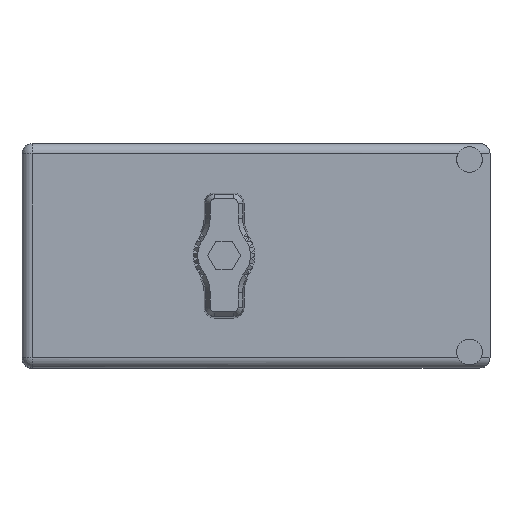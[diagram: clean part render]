
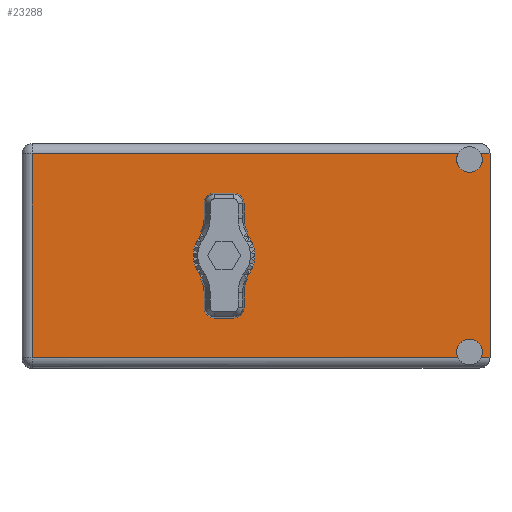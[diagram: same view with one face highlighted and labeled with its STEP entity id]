
A CAD part, top view. The second image highlights one B-rep face of the part: STEP entity #23288.
In plain terms, the highlighted face is planar.
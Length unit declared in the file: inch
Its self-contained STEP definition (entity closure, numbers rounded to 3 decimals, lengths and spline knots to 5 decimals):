
#276 = ORIENTED_EDGE ( 'NONE', *, *, #6877, .F. ) ;
#1826 = ORIENTED_EDGE ( 'NONE', *, *, #106008, .F. ) ;
#1840 = DIRECTION ( 'NONE',  ( 0., 1., 0. ) ) ;
#2018 = DIRECTION ( 'NONE',  ( 0., 0., 1. ) ) ;
#6877 = EDGE_CURVE ( 'NONE', #62714, #70470, #16662, .T. ) ;
#7993 = CIRCLE ( 'NONE', #59813, 0.0875 ) ;
#8107 = DIRECTION ( 'NONE',  ( 0., 1., 0. ) ) ;
#10298 = DIRECTION ( 'NONE',  ( -1., 0., 0. ) ) ;
#11052 = DIRECTION ( 'NONE',  ( 0., 1., 0. ) ) ;
#12085 = ORIENTED_EDGE ( 'NONE', *, *, #37317, .T. ) ;
#16253 = DIRECTION ( 'NONE',  ( 1., 0., 0. ) ) ;
#16662 = LINE ( 'NONE', #85708, #24602 ) ;
#17136 = CARTESIAN_POINT ( 'NONE',  ( 1.6725, 1.93, -0.656 ) ) ;
#17174 = ORIENTED_EDGE ( 'NONE', *, *, #66548, .F. ) ;
#17649 = DIRECTION ( 'NONE',  ( 0., 1., 0. ) ) ;
#18275 = DIRECTION ( 'NONE',  ( 0., 1., 0. ) ) ;
#18328 = CARTESIAN_POINT ( 'NONE',  ( 0., 1.93, 0. ) ) ;
#18416 = ORIENTED_EDGE ( 'NONE', *, *, #88745, .F. ) ;
#19957 = VERTEX_POINT ( 'NONE', #69603 ) ;
#20810 = EDGE_LOOP ( 'NONE', ( #85282, #79013, #17174, #51086, #276, #12085, #18416, #1826, #52275, #33167 ) ) ;
#23103 = CARTESIAN_POINT ( 'NONE',  ( 0., 1.93, -0.17 ) ) ;
#23288 = ADVANCED_FACE ( 'NONE', ( #46344, #24000 ), #94229, .T. ) ;
#24000 = FACE_OUTER_BOUND ( 'NONE', #20810, .T. ) ;
#24311 = CIRCLE ( 'NONE', #57066, 0.0875 ) ;
#24602 = VECTOR ( 'NONE', #86086, 39.37008 ) ;
#26639 = CARTESIAN_POINT ( 'NONE',  ( 1.6725, 1.93, 0.656 ) ) ;
#29143 = CARTESIAN_POINT ( 'NONE',  ( 0., 1.93, 0. ) ) ;
#30280 = CIRCLE ( 'NONE', #88828, 0.17 ) ;
#31617 = VERTEX_POINT ( 'NONE', #61777 ) ;
#33167 = ORIENTED_EDGE ( 'NONE', *, *, #41521, .T. ) ;
#33415 = VECTOR ( 'NONE', #44551, 39.37008 ) ;
#34488 = DIRECTION ( 'NONE',  ( 0., 0., 1. ) ) ;
#35025 = CARTESIAN_POINT ( 'NONE',  ( 1.8125, 1.93, 0.695 ) ) ;
#35043 = AXIS2_PLACEMENT_3D ( 'NONE', #108996, #8107, #75954 ) ;
#37317 = EDGE_CURVE ( 'NONE', #62714, #62303, #89243, .T. ) ;
#38071 = VERTEX_POINT ( 'NONE', #23103 ) ;
#41521 = EDGE_CURVE ( 'NONE', #52340, #90613, #49112, .T. ) ;
#41879 = DIRECTION ( 'NONE',  ( -1., 0., 0. ) ) ;
#42996 = LINE ( 'NONE', #98543, #106245 ) ;
#44551 = DIRECTION ( 'NONE',  ( 0., 0., 1. ) ) ;
#45211 = VECTOR ( 'NONE', #41879, 39.37008 ) ;
#45809 = CARTESIAN_POINT ( 'NONE',  ( 1.8125, 1.93, -0.695 ) ) ;
#46344 = FACE_BOUND ( 'NONE', #55457, .T. ) ;
#46375 = CIRCLE ( 'NONE', #54540, 0.17 ) ;
#46570 = VERTEX_POINT ( 'NONE', #68181 ) ;
#49112 = LINE ( 'NONE', #61228, #33415 ) ;
#51086 = ORIENTED_EDGE ( 'NONE', *, *, #96764, .T. ) ;
#52243 = VERTEX_POINT ( 'NONE', #109006 ) ;
#52275 = ORIENTED_EDGE ( 'NONE', *, *, #58076, .T. ) ;
#52340 = VERTEX_POINT ( 'NONE', #60482 ) ;
#53401 = CARTESIAN_POINT ( 'NONE',  ( -1.3075, 1.93, 0.695 ) ) ;
#54072 = CIRCLE ( 'NONE', #35043, 0.0875 ) ;
#54540 = AXIS2_PLACEMENT_3D ( 'NONE', #18328, #103378, #101925 ) ;
#55457 = EDGE_LOOP ( 'NONE', ( #62612, #57795 ) ) ;
#56113 = CARTESIAN_POINT ( 'NONE',  ( 1.8125, 1.93, 0.695 ) ) ;
#56824 = EDGE_CURVE ( 'NONE', #46570, #62886, #24311, .T. ) ;
#57066 = AXIS2_PLACEMENT_3D ( 'NONE', #26639, #1840, #69380 ) ;
#57612 = VECTOR ( 'NONE', #10298, 39.37008 ) ;
#57795 = ORIENTED_EDGE ( 'NONE', *, *, #58745, .F. ) ;
#58076 = EDGE_CURVE ( 'NONE', #31617, #52340, #70355, .T. ) ;
#58745 = EDGE_CURVE ( 'NONE', #38071, #19957, #46375, .T. ) ;
#59556 = CARTESIAN_POINT ( 'NONE',  ( -1.3775, 1.93, -0.695 ) ) ;
#59813 = AXIS2_PLACEMENT_3D ( 'NONE', #17136, #101440, #34488 ) ;
#60482 = CARTESIAN_POINT ( 'NONE',  ( -1.3075, 1.93, -0.695 ) ) ;
#61228 = CARTESIAN_POINT ( 'NONE',  ( -1.3075, 1.93, -0.765 ) ) ;
#61777 = CARTESIAN_POINT ( 'NONE',  ( 1.59417, 1.93, -0.695 ) ) ;
#62303 = VERTEX_POINT ( 'NONE', #79299 ) ;
#62612 = ORIENTED_EDGE ( 'NONE', *, *, #106666, .F. ) ;
#62714 = VERTEX_POINT ( 'NONE', #45809 ) ;
#62886 = VERTEX_POINT ( 'NONE', #105661 ) ;
#66548 = EDGE_CURVE ( 'NONE', #52243, #46570, #96714, .T. ) ;
#68181 = CARTESIAN_POINT ( 'NONE',  ( 1.6725, 1.93, 0.5685 ) ) ;
#69380 = DIRECTION ( 'NONE',  ( 0., 0., 1. ) ) ;
#69603 = CARTESIAN_POINT ( 'NONE',  ( 0., 1.93, 0.17 ) ) ;
#70355 = LINE ( 'NONE', #59556, #45211 ) ;
#70470 = VERTEX_POINT ( 'NONE', #35025 ) ;
#75489 = AXIS2_PLACEMENT_3D ( 'NONE', #78711, #18275, #2018 ) ;
#75574 = AXIS2_PLACEMENT_3D ( 'NONE', #77006, #17649, #94599 ) ;
#75954 = DIRECTION ( 'NONE',  ( 0., 0., 1. ) ) ;
#77006 = CARTESIAN_POINT ( 'NONE',  ( -1.3775, 1.93, -0.765 ) ) ;
#78711 = CARTESIAN_POINT ( 'NONE',  ( 1.6725, 1.93, 0.656 ) ) ;
#79013 = ORIENTED_EDGE ( 'NONE', *, *, #56824, .F. ) ;
#79299 = CARTESIAN_POINT ( 'NONE',  ( 1.75083, 1.93, -0.695 ) ) ;
#80503 = VERTEX_POINT ( 'NONE', #80674 ) ;
#80674 = CARTESIAN_POINT ( 'NONE',  ( 1.6725, 1.93, -0.5685 ) ) ;
#84523 = VECTOR ( 'NONE', #16253, 39.37008 ) ;
#85282 = ORIENTED_EDGE ( 'NONE', *, *, #100315, .T. ) ;
#85708 = CARTESIAN_POINT ( 'NONE',  ( 1.8125, 1.93, 0.765 ) ) ;
#86086 = DIRECTION ( 'NONE',  ( 0., 0., 1. ) ) ;
#88745 = EDGE_CURVE ( 'NONE', #80503, #62303, #54072, .T. ) ;
#88828 = AXIS2_PLACEMENT_3D ( 'NONE', #29143, #11052, #103863 ) ;
#89243 = LINE ( 'NONE', #95397, #57612 ) ;
#90613 = VERTEX_POINT ( 'NONE', #53401 ) ;
#94229 = PLANE ( 'NONE',  #75574 ) ;
#94599 = DIRECTION ( 'NONE',  ( -1., 0., 0. ) ) ;
#95397 = CARTESIAN_POINT ( 'NONE',  ( -1.3775, 1.93, -0.695 ) ) ;
#96382 = LINE ( 'NONE', #56113, #84523 ) ;
#96714 = CIRCLE ( 'NONE', #75489, 0.0875 ) ;
#96764 = EDGE_CURVE ( 'NONE', #52243, #70470, #42996, .T. ) ;
#98543 = CARTESIAN_POINT ( 'NONE',  ( 1.8125, 1.93, 0.695 ) ) ;
#100315 = EDGE_CURVE ( 'NONE', #90613, #62886, #96382, .T. ) ;
#101440 = DIRECTION ( 'NONE',  ( 0., 1., 0. ) ) ;
#101925 = DIRECTION ( 'NONE',  ( 0., 0., 1. ) ) ;
#103378 = DIRECTION ( 'NONE',  ( 0., 1., 0. ) ) ;
#103863 = DIRECTION ( 'NONE',  ( 0., 0., 1. ) ) ;
#105661 = CARTESIAN_POINT ( 'NONE',  ( 1.59417, 1.93, 0.695 ) ) ;
#106008 = EDGE_CURVE ( 'NONE', #31617, #80503, #7993, .T. ) ;
#106245 = VECTOR ( 'NONE', #106600, 39.37008 ) ;
#106600 = DIRECTION ( 'NONE',  ( 1., 0., 0. ) ) ;
#106666 = EDGE_CURVE ( 'NONE', #19957, #38071, #30280, .T. ) ;
#108996 = CARTESIAN_POINT ( 'NONE',  ( 1.6725, 1.93, -0.656 ) ) ;
#109006 = CARTESIAN_POINT ( 'NONE',  ( 1.75083, 1.93, 0.695 ) ) ;
